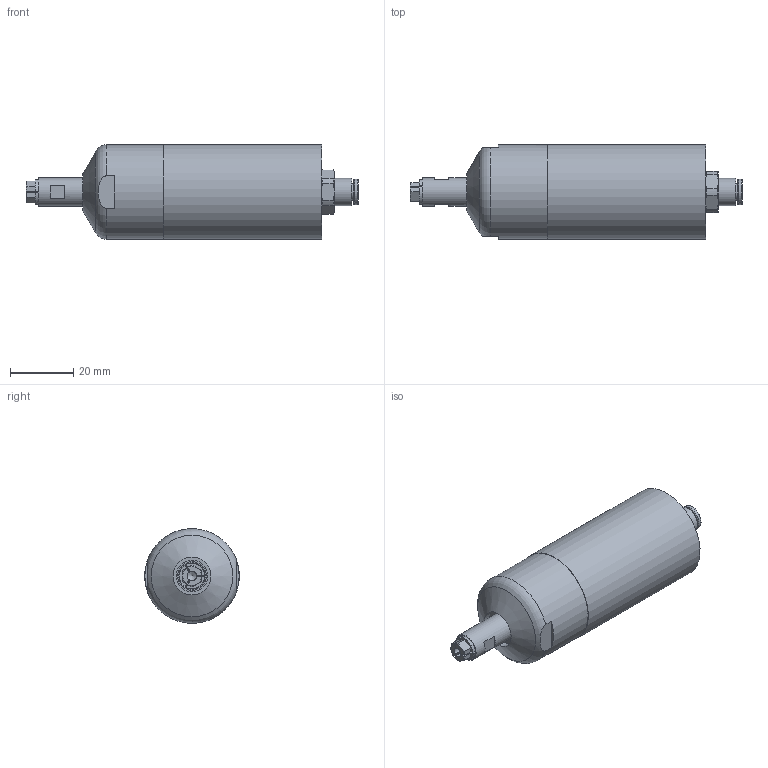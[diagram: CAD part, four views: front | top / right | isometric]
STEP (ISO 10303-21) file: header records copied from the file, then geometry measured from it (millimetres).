
FILE_DESCRIPTION((''),'2;1');
FILE_NAME('EST 1000 ZG_29924617.stp','2008-06-10T11:40:33',('rmorof'),(''),'Autodesk Inventor 2008','Autodesk Inventor 2008','');
FILE_SCHEMA(('AUTOMOTIVE_DESIGN { 1 0 10303 214 1 1 1 1 }'));
Length unit declared in the file: millimetre
Products named in the file (1): Bauteil15
Bounding box: 105.01 x 29.92 x 29.92 mm (x, y, z)
Volume: 52394 mm3; surface area: 10403.9 mm2
Topology: 1 solids, 2 shells, 123 faces, 305 edges, 197 vertices
Faces by surface type: plane 57, cone 31, cylinder 24, bspline 8, torus 3
Full cylindrical faces by diameter (mm): 3 x1, 3.1 x1, 4 x1, 5.2 x1, 8.1 x1, 8.565 x1, 8.6 x1, 9 x1, 10 x1, 12 x1, 29.8 x1, 30 x1
Entity records: 3662 total; most frequent: CARTESIAN_POINT 926, DIRECTION 519, ORIENTED_EDGE 506, EDGE_CURVE 253, AXIS2_PLACEMENT_3D 215, VERTEX_POINT 176, EDGE_LOOP 167, FACE_OUTER_BOUND 123
